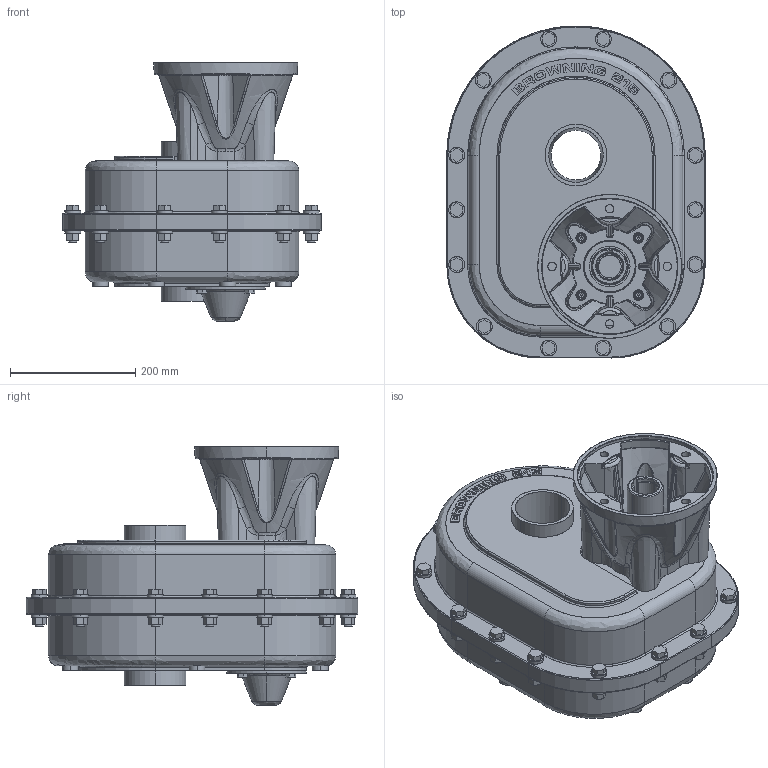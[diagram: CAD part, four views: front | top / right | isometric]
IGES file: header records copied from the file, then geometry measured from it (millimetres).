
Start section: SolidWorks IGES file using analytic representation for surfaces
Global section: file name: 21DEFAU05141520354523.igs; native system: SolidWorks 2014; preprocessor: SolidWorks 2014; author: partstream; date: 140514.152012; units: inch
Bounding box: 412.75 x 530.35 x 412.62 mm (x, y, z)
Surface area: 1028602.6 mm2 (no closed solid volume)
Topology: 0 solids, 0 shells, 1395 faces, 15422 edges, 15365 vertices
Faces by surface type: bspline 1059, revolution 336
